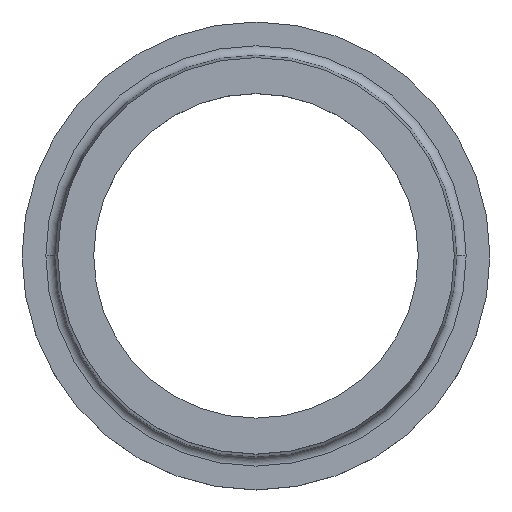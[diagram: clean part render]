
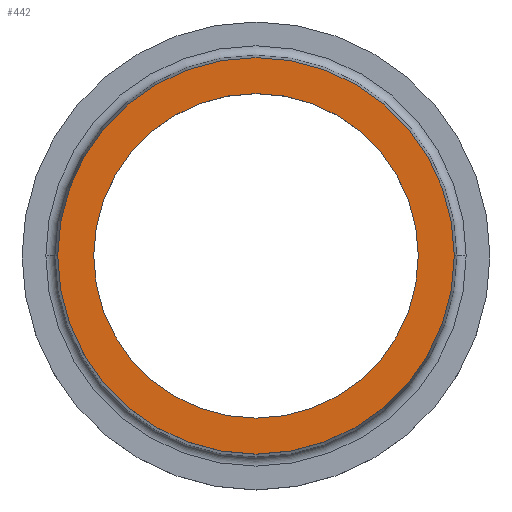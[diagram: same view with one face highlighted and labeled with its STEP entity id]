
A CAD part, top view. The second image highlights one B-rep face of the part: STEP entity #442.
In plain terms, the highlighted planar face has unit normal (0, 0, 1).
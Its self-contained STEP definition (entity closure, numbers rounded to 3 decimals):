
#3 = ORIENTED_EDGE ( 'NONE', *, *, #265, .T. ) ;
#14 = EDGE_CURVE ( 'NONE', #84, #443, #237, .T. ) ;
#45 = DIRECTION ( 'NONE',  ( 1., 0., 0. ) ) ;
#59 = CARTESIAN_POINT ( 'NONE',  ( 250., 0., 134. ) ) ;
#64 = DIRECTION ( 'NONE',  ( -1., 0., 0. ) ) ;
#66 = VERTEX_POINT ( 'NONE', #299 ) ;
#84 = VERTEX_POINT ( 'NONE', #59 ) ;
#85 = AXIS2_PLACEMENT_3D ( 'NONE', #248, #271, #430 ) ;
#135 = CIRCLE ( 'NONE', #85, 204.6 ) ;
#141 = CIRCLE ( 'NONE', #244, 204.6 ) ;
#146 = AXIS2_PLACEMENT_3D ( 'NONE', #215, #259, #45 ) ;
#149 = CARTESIAN_POINT ( 'NONE',  ( 0., 0., 134. ) ) ;
#188 = DIRECTION ( 'NONE',  ( -1., 0., 0. ) ) ;
#198 = EDGE_LOOP ( 'NONE', ( #398, #3 ) ) ;
#215 = CARTESIAN_POINT ( 'NONE',  ( 0., 250., 134. ) ) ;
#237 = CIRCLE ( 'NONE', #474, 250. ) ;
#240 = DIRECTION ( 'NONE',  ( 0., 0., -1. ) ) ;
#244 = AXIS2_PLACEMENT_3D ( 'NONE', #402, #286, #415 ) ;
#248 = CARTESIAN_POINT ( 'NONE',  ( 0., 0., 134. ) ) ;
#252 = CIRCLE ( 'NONE', #462, 250. ) ;
#259 = DIRECTION ( 'NONE',  ( 0., 0., 1. ) ) ;
#265 = EDGE_CURVE ( 'NONE', #468, #66, #135, .T. ) ;
#271 = DIRECTION ( 'NONE',  ( 0., 0., -1. ) ) ;
#286 = DIRECTION ( 'NONE',  ( 0., 0., -1. ) ) ;
#299 = CARTESIAN_POINT ( 'NONE',  ( -204.6, 0., 134. ) ) ;
#326 = FACE_OUTER_BOUND ( 'NONE', #473, .T. ) ;
#327 = ORIENTED_EDGE ( 'NONE', *, *, #336, .F. ) ;
#336 = EDGE_CURVE ( 'NONE', #443, #84, #252, .T. ) ;
#346 = ORIENTED_EDGE ( 'NONE', *, *, #14, .F. ) ;
#347 = EDGE_CURVE ( 'NONE', #66, #468, #141, .T. ) ;
#364 = CARTESIAN_POINT ( 'NONE',  ( -250., 0., 134. ) ) ;
#398 = ORIENTED_EDGE ( 'NONE', *, *, #347, .T. ) ;
#402 = CARTESIAN_POINT ( 'NONE',  ( 0., 0., 134. ) ) ;
#406 = PLANE ( 'NONE',  #146 ) ;
#415 = DIRECTION ( 'NONE',  ( -1., 0., 0. ) ) ;
#430 = DIRECTION ( 'NONE',  ( -1., 0., 0. ) ) ;
#442 = ADVANCED_FACE ( 'NONE', ( #448, #326 ), #406, .T. ) ;
#443 = VERTEX_POINT ( 'NONE', #364 ) ;
#448 = FACE_BOUND ( 'NONE', #198, .T. ) ;
#449 = CARTESIAN_POINT ( 'NONE',  ( 204.6, 0., 134. ) ) ;
#453 = DIRECTION ( 'NONE',  ( 0., 0., -1. ) ) ;
#460 = CARTESIAN_POINT ( 'NONE',  ( 0., 0., 134. ) ) ;
#462 = AXIS2_PLACEMENT_3D ( 'NONE', #460, #240, #64 ) ;
#468 = VERTEX_POINT ( 'NONE', #449 ) ;
#473 = EDGE_LOOP ( 'NONE', ( #327, #346 ) ) ;
#474 = AXIS2_PLACEMENT_3D ( 'NONE', #149, #453, #188 ) ;
